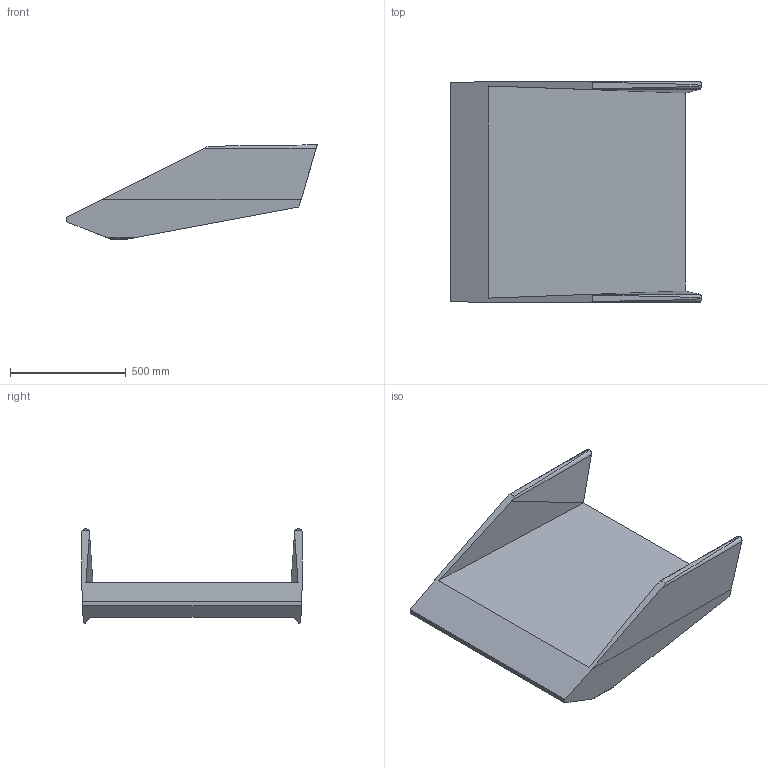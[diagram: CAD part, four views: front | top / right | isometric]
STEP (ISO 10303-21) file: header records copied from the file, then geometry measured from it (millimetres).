
FILE_DESCRIPTION(/* description */ (''),/* implementation_level */ '2;1');
FILE_NAME(/* name */ 'Downey-X-43A_stabilizer v7.step',/* time_stamp */ '2021-12-25T16:11:28-05:00',/* author */ (''),/* organization */ (''),/* preprocessor_version */ 'ST-DEVELOPER v18.1',/* originating_system */ 'Autodesk Translation Framework v10.10.0.1391',/* authorisation */ '');
FILE_SCHEMA (('AUTOMOTIVE_DESIGN { 1 0 10303 214 3 1 1 }'));
Length unit declared in the file: foot
Products named in the file (1): Downey-X-43A_stabilizer
Bounding box: 1080.22 x 950.98 x 406.86 mm (x, y, z)
Volume: 111133166.1 mm3; surface area: 2832316.6 mm2
Topology: 1 solids, 1 shells, 29 faces, 77 edges, 50 vertices
Faces by surface type: plane 21, cylinder 8
Entity records: 934 total; most frequent: DIRECTION 157, CARTESIAN_POINT 157, ORIENTED_EDGE 154, EDGE_CURVE 77, LINE 57, VECTOR 57, VERTEX_POINT 50, AXIS2_PLACEMENT_3D 50
